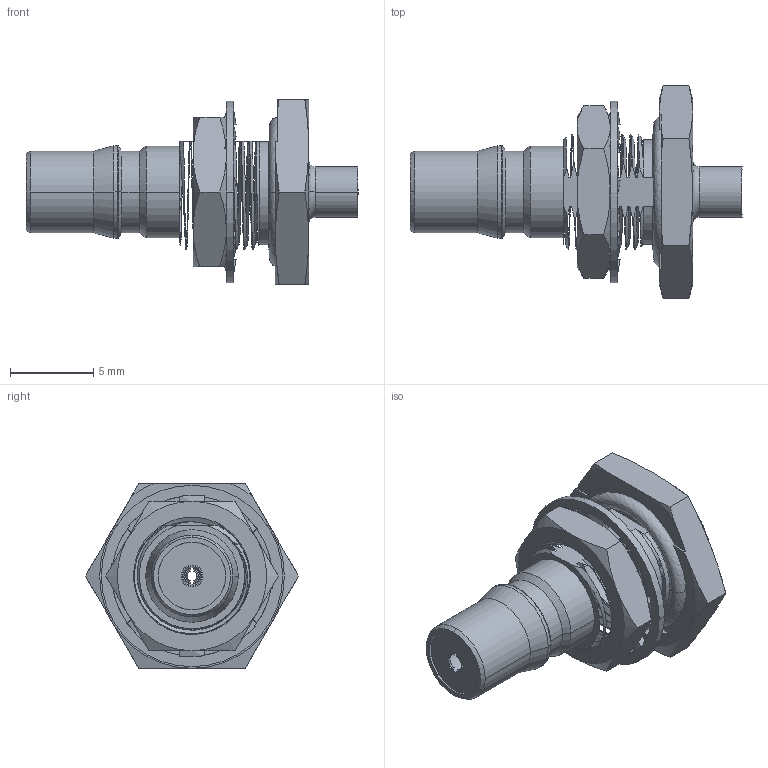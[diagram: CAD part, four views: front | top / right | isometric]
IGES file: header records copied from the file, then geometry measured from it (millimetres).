
Start section:  PTC IGES file: 930-121j-51s.igs
Global section: file name: 930-121j-51s.igs; native system: Pro/ENGINEER by Parametric Technology Corporation; preprocessor: 2008010; author: aarunprabu; organization: Unknown; date: 20090915.160147; units: inch
Bounding box: 19.99 x 12.83 x 11.11 mm (x, y, z)
Surface area: 833.1 mm2 (no closed solid volume)
Topology: 0 solids, 0 shells, 150 faces, 856 edges, 856 vertices
Faces by surface type: revolution 85, bspline 65
